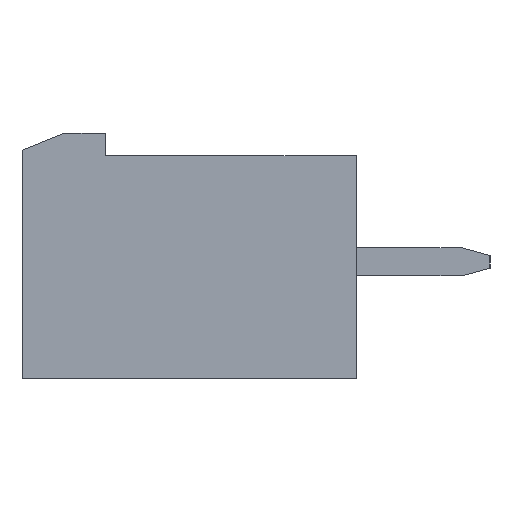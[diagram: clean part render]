
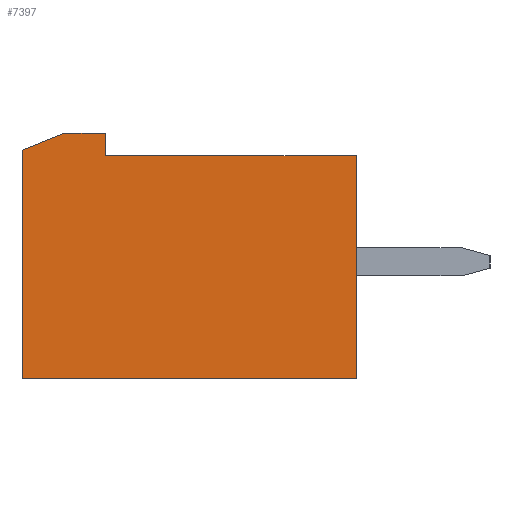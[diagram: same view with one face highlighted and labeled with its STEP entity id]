
A CAD part, left-side view. The second image highlights one B-rep face of the part: STEP entity #7397.
In plain terms, the highlighted planar face has unit normal (-1, 0, 0).
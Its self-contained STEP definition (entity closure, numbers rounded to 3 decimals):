
#270 = LINE ( 'NONE', #5679, #17117 ) ;
#306 = EDGE_LOOP ( 'NONE', ( #5202, #2081, #17033, #4275, #3286, #17144, #16851 ) ) ;
#436 = VERTEX_POINT ( 'NONE', #5022 ) ;
#852 = VERTEX_POINT ( 'NONE', #17165 ) ;
#1410 = CARTESIAN_POINT ( 'NONE',  ( -0.5, 10.5, 0.8 ) ) ;
#1625 = CARTESIAN_POINT ( 'NONE',  ( -0.5, 0., 0. ) ) ;
#1719 = DIRECTION ( 'NONE',  ( 0., 1., 0. ) ) ;
#2081 = ORIENTED_EDGE ( 'NONE', *, *, #2681, .T. ) ;
#2211 = LINE ( 'NONE', #3645, #12491 ) ;
#2259 = VERTEX_POINT ( 'NONE', #1625 ) ;
#2520 = VECTOR ( 'NONE', #14662, 1000. ) ;
#2616 = LINE ( 'NONE', #2864, #12462 ) ;
#2681 = EDGE_CURVE ( 'NONE', #15461, #852, #7222, .T. ) ;
#2864 = CARTESIAN_POINT ( 'NONE',  ( -0.5, 9.01, 0.8 ) ) ;
#3198 = LINE ( 'NONE', #1410, #3647 ) ;
#3270 = CARTESIAN_POINT ( 'NONE',  ( -0.5, 10.5, 0.8 ) ) ;
#3286 = ORIENTED_EDGE ( 'NONE', *, *, #13774, .T. ) ;
#3593 = FACE_OUTER_BOUND ( 'NONE', #306, .T. ) ;
#3645 = CARTESIAN_POINT ( 'NONE',  ( -0.5, 0., -8. ) ) ;
#3647 = VECTOR ( 'NONE', #12160, 1000. ) ;
#3674 = VECTOR ( 'NONE', #10782, 1000. ) ;
#3988 = CARTESIAN_POINT ( 'NONE',  ( -0.5, 12., -6.5 ) ) ;
#4037 = CARTESIAN_POINT ( 'NONE',  ( -0.5, 12., -8. ) ) ;
#4229 = CARTESIAN_POINT ( 'NONE',  ( -0.5, 12., -8. ) ) ;
#4275 = ORIENTED_EDGE ( 'NONE', *, *, #11038, .T. ) ;
#4519 = CARTESIAN_POINT ( 'NONE',  ( -0.5, 9.01, 0. ) ) ;
#4593 = EDGE_CURVE ( 'NONE', #8674, #15461, #17038, .T. ) ;
#4801 = CARTESIAN_POINT ( 'NONE',  ( -0.5, 0., 0. ) ) ;
#5022 = CARTESIAN_POINT ( 'NONE',  ( -0.5, 9.01, 0. ) ) ;
#5202 = ORIENTED_EDGE ( 'NONE', *, *, #4593, .T. ) ;
#5575 = DIRECTION ( 'NONE',  ( 0., 1., 0. ) ) ;
#5679 = CARTESIAN_POINT ( 'NONE',  ( -0.5, 0., 0. ) ) ;
#5684 = AXIS2_PLACEMENT_3D ( 'NONE', #4801, #7494, #16714 ) ;
#6119 = CARTESIAN_POINT ( 'NONE',  ( -0.5, 12., 0.2 ) ) ;
#6155 = EDGE_CURVE ( 'NONE', #9384, #8674, #3198, .T. ) ;
#7222 = LINE ( 'NONE', #4037, #3674 ) ;
#7397 = ADVANCED_FACE ( 'NONE', ( #3593 ), #15438, .T. ) ;
#7494 = DIRECTION ( 'NONE',  ( -1., 0., 0. ) ) ;
#8258 = VERTEX_POINT ( 'NONE', #11828 ) ;
#8674 = VERTEX_POINT ( 'NONE', #6119 ) ;
#9384 = VERTEX_POINT ( 'NONE', #3270 ) ;
#9583 = EDGE_CURVE ( 'NONE', #852, #2259, #2211, .T. ) ;
#10558 = LINE ( 'NONE', #4519, #13642 ) ;
#10782 = DIRECTION ( 'NONE',  ( 0., -1., 0. ) ) ;
#11038 = EDGE_CURVE ( 'NONE', #2259, #436, #270, .T. ) ;
#11211 = DIRECTION ( 'NONE',  ( 0., 0., 1. ) ) ;
#11828 = CARTESIAN_POINT ( 'NONE',  ( -0.5, 9.01, 0.8 ) ) ;
#12160 = DIRECTION ( 'NONE',  ( 0., 0.928, -0.371 ) ) ;
#12462 = VECTOR ( 'NONE', #5575, 1000. ) ;
#12491 = VECTOR ( 'NONE', #14305, 1000. ) ;
#12618 = EDGE_CURVE ( 'NONE', #8258, #9384, #2616, .T. ) ;
#13642 = VECTOR ( 'NONE', #11211, 1000. ) ;
#13774 = EDGE_CURVE ( 'NONE', #436, #8258, #10558, .T. ) ;
#14305 = DIRECTION ( 'NONE',  ( 0., 0., 1. ) ) ;
#14662 = DIRECTION ( 'NONE',  ( 0., 0., -1. ) ) ;
#15438 = PLANE ( 'NONE',  #5684 ) ;
#15461 = VERTEX_POINT ( 'NONE', #4229 ) ;
#16714 = DIRECTION ( 'NONE',  ( 0., 0., 1. ) ) ;
#16851 = ORIENTED_EDGE ( 'NONE', *, *, #6155, .T. ) ;
#17033 = ORIENTED_EDGE ( 'NONE', *, *, #9583, .T. ) ;
#17038 = LINE ( 'NONE', #3988, #2520 ) ;
#17117 = VECTOR ( 'NONE', #1719, 1000. ) ;
#17144 = ORIENTED_EDGE ( 'NONE', *, *, #12618, .T. ) ;
#17165 = CARTESIAN_POINT ( 'NONE',  ( -0.5, 0., -8. ) ) ;
